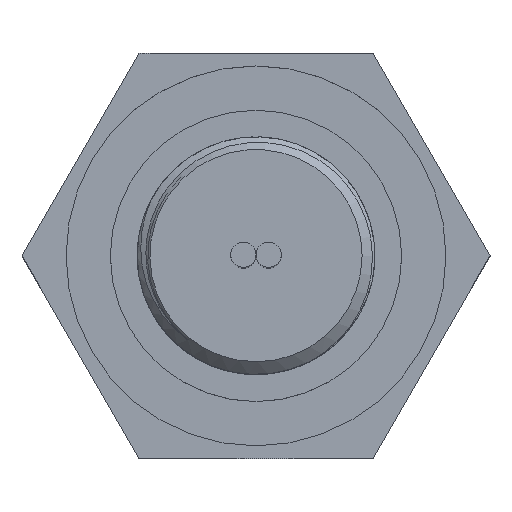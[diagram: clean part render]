
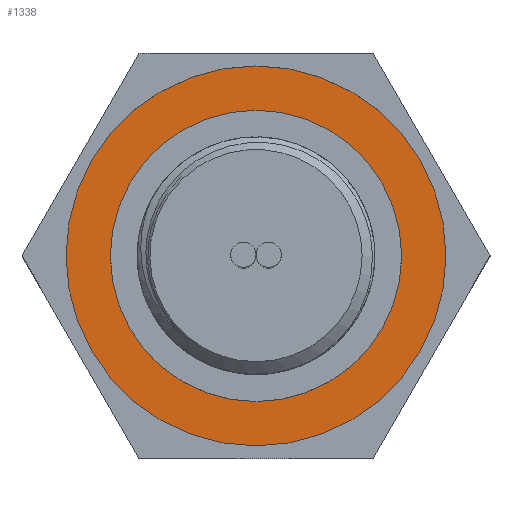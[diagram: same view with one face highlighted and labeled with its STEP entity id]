
A CAD part, top view. The second image highlights one B-rep face of the part: STEP entity #1338.
In plain terms, the highlighted planar face has unit normal (0, 0, 1).
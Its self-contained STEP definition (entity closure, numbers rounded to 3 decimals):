
#105=FACE_BOUND($,#343,.T.);
#106=FACE_BOUND($,#344,.T.);
#148=CIRCLE($,#1431,11.5);
#150=CIRCLE($,#1434,15.);
#199=PLANE($,#1436);
#343=EDGE_LOOP($,(#1065));
#344=EDGE_LOOP($,(#1066));
#692=VERTEX_POINT($,#3763);
#694=VERTEX_POINT($,#3768);
#836=EDGE_CURVE($,#692,#692,#148,.T.);
#838=EDGE_CURVE($,#694,#694,#150,.T.);
#1065=ORIENTED_EDGE($,*,*,#836,.F.);
#1066=ORIENTED_EDGE($,*,*,#838,.T.);
#1338=ADVANCED_FACE($,(#105,#106),#199,.F.);
#1431=AXIS2_PLACEMENT_3D($,#3764,#1604,#1605);
#1434=AXIS2_PLACEMENT_3D($,#3769,#1610,#1611);
#1436=AXIS2_PLACEMENT_3D($,#3772,#1614,#1615);
#1604=DIRECTION('center_axis',(0.,0.,
1.));
#1605=DIRECTION('ref_axis',(-1.,0.,0.));
#1610=DIRECTION('center_axis',(0.,0.,
1.));
#1611=DIRECTION('ref_axis',(-1.,0.,0.));
#1614=DIRECTION('center_axis',(0.,0.,
-1.));
#1615=DIRECTION('ref_axis',(-1.,0.,0.));
#3763=CARTESIAN_POINT('',(11.5,0.,26.18));
#3764=CARTESIAN_POINT('Origin',(0.,0.,
26.18));
#3768=CARTESIAN_POINT('',(15.,0.,26.18));
#3769=CARTESIAN_POINT('Origin',(0.,0.,
26.18));
#3772=CARTESIAN_POINT('Origin',(0.,0.,
26.18));
